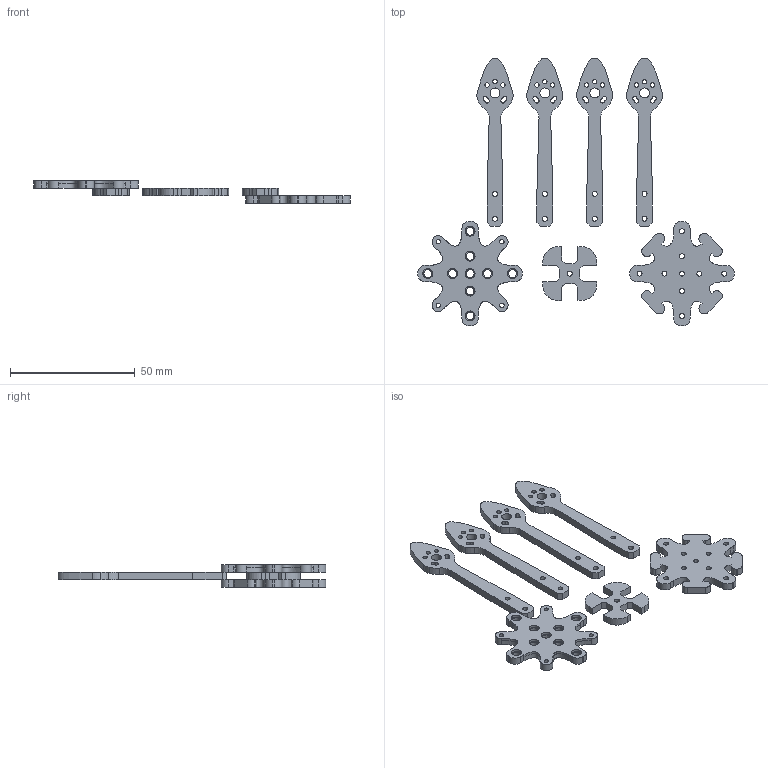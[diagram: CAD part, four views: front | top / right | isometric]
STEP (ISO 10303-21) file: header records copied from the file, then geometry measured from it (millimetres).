
FILE_DESCRIPTION(/* description */ (''),/* implementation_level */ '2;1');
FILE_NAME(/* name */ 'TP4 layout v2.step',/* time_stamp */ '2024-06-03T22:11:45-07:00',/* author */ (''),/* organization */ (''),/* preprocessor_version */ 'ST-DEVELOPER v20',/* originating_system */ 'Autodesk Translation Framework v13.14.0.145',/* authorisation */ '');
FILE_SCHEMA (('AUTOMOTIVE_DESIGN { 1 0 10303 214 3 1 1 }'));
Length unit declared in the file: millimetre
Products named in the file (1): TP4 layout
Bounding box: 127 x 107.5 x 9 mm (x, y, z)
Volume: 11237.4 mm3; surface area: 12096.4 mm2
Topology: 7 solids, 7 shells, 296 faces, 811 edges, 538 vertices
Faces by surface type: cylinder 136, plane 123, bspline 28, cone 9
Full cylindrical faces by diameter (mm): 1.75 x16, 2 x18, 3.18 x9, 4 x13
Entity records: 10345 total; most frequent: CARTESIAN_POINT 2488, ORIENTED_EDGE 1622, DIRECTION 1571, EDGE_CURVE 811, AXIS2_PLACEMENT_3D 551, VERTEX_POINT 538, LINE 469, VECTOR 469
